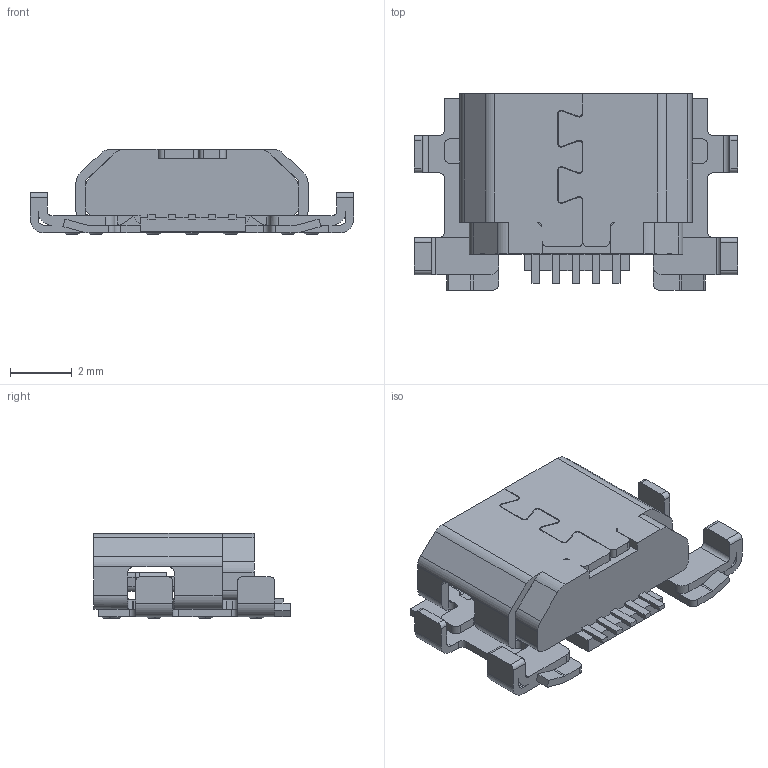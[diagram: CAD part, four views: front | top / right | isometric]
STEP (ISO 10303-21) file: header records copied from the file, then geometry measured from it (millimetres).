
FILE_DESCRIPTION(('CoCreate Modeling STEP Export'),'2;1');
FILE_NAME('010101010-363 沉板2.1带上铁壳+点焊.stp','2017-02-27T10:25:54',(''),(''),'CoCreate Modeling STEP processor for AP214 (Solid Model)','CoCreate Modeling 16.00 13-May-2008 (C) Parametric Technology GmbH','');
FILE_SCHEMA(('AUTOMOTIVE_DESIGN { 1 0 10303 214 1 1 1 1 }'));
Length unit declared in the file: millimetre
Products named in the file (38): PRT0003_1; 4UB2133-000002_CONTACT_1_4; PRT0002_1; 3UB2133-000111A_MOLDING_1; COVER_1; 2UB2133-0A2111F_0529_ASM_ASM_1_; 2UB2133-0A2111F_0529_ASM; 2UB2133-0A2111F_0912_STP; _X2_6C89677F_X0_2_1_X2_4E0D5E26; AM8_BLM_ASM_20160621; AM8_LCM_FPCA_20160621; AM8_FOG_ASM_20160621; AM8_LCM_ASM_20160621_ASM_7; AM8_LCM_ASM_20160621; ASSY_TAPE_FPCA_P080DCA-AZ2; ASSY_BLU_P080DCA-AZ2_DOUGLAS; IC_PROTECT_SOURCE; ASSY_FPCA_P080DCA-AZ2_DOUGLAS; ASSY_PANEL_P080DCA-AZ2_DOUGLAS; P080DCA-DOUGLAS_ASM_; P080DCA_DOUGLAS_0610; TOUCH-MODULE; FRONT_FRAME; 503NEW_ASM_ASM; OK-F503-06125; UB2133-3D_0518UPDATE; FH35-39S-0_3SHW; 6P_HOUSING_3D; 50269-0060T-001; OK-10F030-04; FRONT-CAMERA; DOUGLAS_PCBA; BK-CAM-LENS-MODULE; REAR_HOUSING; KC13_ASM; USB_AUDIO_STP; 0000_ASM; 010101010-363沉板2.1带上盖点焊.stp
Assembly tree (39 placements, depth 9):
  010101010-363沉板2.1带上盖点焊.stp
    0000_ASM
      USB_AUDIO_STP
        KC13_ASM
          REAR_HOUSING
            BK-CAM-LENS-MODULE
          DOUGLAS_PCBA
            FRONT-CAMERA
            OK-10F030-04
            50269-0060T-001
            6P_HOUSING_3D
            FH35-39S-0_3SHW
            UB2133-3D_0518UPDATE
            OK-F503-06125
              503NEW_ASM_ASM
          FRONT_FRAME
            TOUCH-MODULE
            P080DCA_DOUGLAS_0610
              P080DCA-DOUGLAS_ASM_
                ASSY_PANEL_P080DCA-AZ2_DOUGLAS
                  ASSY_FPCA_P080DCA-AZ2_DOUGLAS
                IC_PROTECT_SOURCE
                ASSY_BLU_P080DCA-AZ2_DOUGLAS
                  ASSY_TAPE_FPCA_P080DCA-AZ2
            AM8_LCM_ASM_20160621
              AM8_LCM_ASM_20160621_ASM_7
                AM8_FOG_ASM_20160621
                  AM8_LCM_FPCA_20160621
                AM8_BLM_ASM_20160621
      _X2_6C89677F_X0_2_1_X2_4E0D5E26
      2UB2133-0A2111F_0912_STP
        2UB2133-0A2111F_0529_ASM
          2UB2133-0A2111F_0529_ASM_ASM_1_
            COVER_1
            3UB2133-000111A_MOLDING_1
            4UB2133-000002_CONTACT_1_4  x3
            PRT0002_1
            PRT0003_1
Bounding box: 10.45 x 6.35 x 2.75 mm (x, y, z)
Volume: 1.2 mm3; surface area: 338.9 mm2
Topology: 6 solids, 8 shells, 1096 faces, 3153 edges, 2053 vertices
Faces by surface type: plane 683, cylinder 355, torus 42, cone 14, bspline 2
Entity records: 35037 total; most frequent: CARTESIAN_POINT 6958, ORIENTED_EDGE 5962, DIRECTION 5525, EDGE_CURVE 2973, VECTOR 2101, LINE 2101, VERTEX_POINT 1933, AXIS2_PLACEMENT_3D 1712
